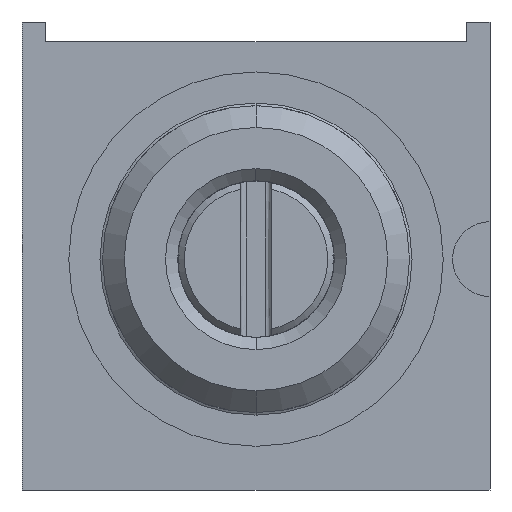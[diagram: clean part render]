
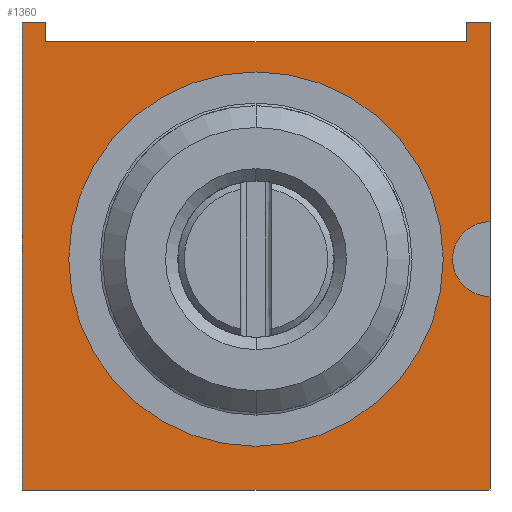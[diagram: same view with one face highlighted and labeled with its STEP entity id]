
A CAD part, front view. The second image highlights one B-rep face of the part: STEP entity #1360.
In plain terms, the highlighted free-form (B-spline) face has degree [1, 1] with [2, 2] control points.
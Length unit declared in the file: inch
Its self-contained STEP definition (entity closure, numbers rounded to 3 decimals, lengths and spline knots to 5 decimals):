
#16=CARTESIAN_POINT('',(0.1875,-0.232,0.));
#17=DIRECTION('',(0.,-1.,0.));
#18=DIRECTION('',(0.,0.,1.));
#19=AXIS2_PLACEMENT_3D('',#16,#17,#18);
#25=DIRECTION('',(0.,0.,1.));
#26=VECTOR('',#25,0.155);
#27=CARTESIAN_POINT('',(0.1875,-0.232,-0.185));
#28=LINE('',#27,#26);
#32=DIRECTION('',(1.,0.,0.));
#33=VECTOR('',#32,0.375);
#34=CARTESIAN_POINT('',(-0.1875,-0.232,-0.185));
#35=LINE('',#34,#33);
#39=DIRECTION('',(0.,0.,-1.));
#40=VECTOR('',#39,0.375);
#41=CARTESIAN_POINT('',(-0.1875,-0.232,0.19));
#42=LINE('',#41,#40);
#46=DIRECTION('',(-1.,0.,0.));
#47=VECTOR('',#46,0.019);
#48=CARTESIAN_POINT('',(-0.1685,-0.232,0.19));
#49=LINE('',#48,#47);
#53=DIRECTION('',(0.,0.,-1.));
#54=VECTOR('',#53,0.016);
#55=CARTESIAN_POINT('',(-0.1685,-0.232,0.19));
#56=LINE('',#55,#54);
#60=DIRECTION('',(-1.,0.,0.));
#61=VECTOR('',#60,0.337);
#62=CARTESIAN_POINT('',(0.1685,-0.232,0.174));
#63=LINE('',#62,#61);
#67=DIRECTION('',(0.,0.,-1.));
#68=VECTOR('',#67,0.016);
#69=CARTESIAN_POINT('',(0.1685,-0.232,0.19));
#70=LINE('',#69,#68);
#74=DIRECTION('',(-1.,0.,0.));
#75=VECTOR('',#74,0.019);
#76=CARTESIAN_POINT('',(0.1875,-0.232,0.19));
#77=LINE('',#76,#75);
#81=DIRECTION('',(0.,0.,1.));
#82=VECTOR('',#81,0.16);
#83=CARTESIAN_POINT('',(0.1875,-0.232,0.03));
#84=LINE('',#83,#82);
#88=CARTESIAN_POINT('',(0.,-0.232,0.));
#89=DIRECTION('',(0.,1.,0.));
#90=DIRECTION('',(0.,0.,-1.));
#91=AXIS2_PLACEMENT_3D('',#88,#89,#90);
#96=CARTESIAN_POINT('',(0.,-0.232,0.));
#97=DIRECTION('',(0.,1.,0.));
#98=DIRECTION('',(0.,0.,1.));
#99=AXIS2_PLACEMENT_3D('',#96,#97,#98);
#1143=CARTESIAN_POINT('',(-0.1875,-0.232,-0.185));
#1144=CARTESIAN_POINT('',(0.1875,-0.232,-0.185));
#1145=VERTEX_POINT('',#1143);
#1146=VERTEX_POINT('',#1144);
#1147=CARTESIAN_POINT('',(-0.1875,-0.232,0.19));
#1148=VERTEX_POINT('',#1147);
#1149=CARTESIAN_POINT('',(-0.1685,-0.232,0.19));
#1150=CARTESIAN_POINT('',(-0.1685,-0.232,0.174));
#1151=VERTEX_POINT('',#1149);
#1152=VERTEX_POINT('',#1150);
#1153=CARTESIAN_POINT('',(0.1685,-0.232,0.19));
#1154=CARTESIAN_POINT('',(0.1685,-0.232,0.174));
#1155=VERTEX_POINT('',#1153);
#1156=VERTEX_POINT('',#1154);
#1157=CARTESIAN_POINT('',(0.1875,-0.232,0.19));
#1158=VERTEX_POINT('',#1157);
#1219=CARTESIAN_POINT('',(0.1875,-0.232,0.03));
#1220=CARTESIAN_POINT('',(0.1875,-0.232,-0.03));
#1221=VERTEX_POINT('',#1219);
#1222=VERTEX_POINT('',#1220);
#1259=CARTESIAN_POINT('',(0.,-0.232,-0.15));
#1260=CARTESIAN_POINT('',(0.,-0.232,0.15));
#1261=VERTEX_POINT('',#1259);
#1262=VERTEX_POINT('',#1260);
#1327=CARTESIAN_POINT('',(0.195,-0.232,0.1975));
#1328=CARTESIAN_POINT('',(0.195,-0.232,-0.1925));
#1329=CARTESIAN_POINT('',(-0.195,-0.232,0.1975));
#1330=CARTESIAN_POINT('',(-0.195,-0.232,-0.1925));
#1331=B_SPLINE_SURFACE_WITH_KNOTS('',1,1,((#1327,#1328),(#1329,#1330)),
.UNSPECIFIED.,.F.,.F.,.F.,(2,2),(2,2),(-0.195,0.195),(-0.1975,0.1925),
.UNSPECIFIED.);
#1333=ORIENTED_EDGE('',*,*,#1332,.T.);
#1335=ORIENTED_EDGE('',*,*,#1334,.F.);
#1337=ORIENTED_EDGE('',*,*,#1336,.F.);
#1339=ORIENTED_EDGE('',*,*,#1338,.F.);
#1341=ORIENTED_EDGE('',*,*,#1340,.F.);
#1343=ORIENTED_EDGE('',*,*,#1342,.T.);
#1345=ORIENTED_EDGE('',*,*,#1344,.F.);
#1347=ORIENTED_EDGE('',*,*,#1346,.F.);
#1349=ORIENTED_EDGE('',*,*,#1348,.F.);
#1351=ORIENTED_EDGE('',*,*,#1350,.F.);
#1352=EDGE_LOOP('',(#1333,#1335,#1337,#1339,#1341,#1343,#1345,#1347,#1349,
#1351));
#1353=FACE_OUTER_BOUND('',#1352,.F.);
#1355=ORIENTED_EDGE('',*,*,#1354,.F.);
#1357=ORIENTED_EDGE('',*,*,#1356,.F.);
#1358=EDGE_LOOP('',(#1355,#1357));
#1359=FACE_BOUND('',#1358,.F.);
#1360=ADVANCED_FACE('',(#1353,#1359),#1331,.T.);
#20=CIRCLE('',#19,0.03);
#92=CIRCLE('',#91,0.15);
#100=CIRCLE('',#99,0.15);
#1332=EDGE_CURVE('',#1221,#1222,#20,.T.);
#1334=EDGE_CURVE('',#1146,#1222,#28,.T.);
#1336=EDGE_CURVE('',#1145,#1146,#35,.T.);
#1338=EDGE_CURVE('',#1148,#1145,#42,.T.);
#1340=EDGE_CURVE('',#1151,#1148,#49,.T.);
#1342=EDGE_CURVE('',#1151,#1152,#56,.T.);
#1344=EDGE_CURVE('',#1156,#1152,#63,.T.);
#1346=EDGE_CURVE('',#1155,#1156,#70,.T.);
#1348=EDGE_CURVE('',#1158,#1155,#77,.T.);
#1350=EDGE_CURVE('',#1221,#1158,#84,.T.);
#1354=EDGE_CURVE('',#1261,#1262,#92,.T.);
#1356=EDGE_CURVE('',#1262,#1261,#100,.T.);
